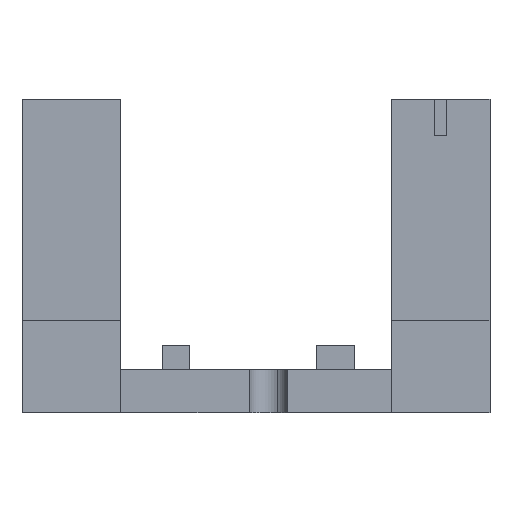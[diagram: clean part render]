
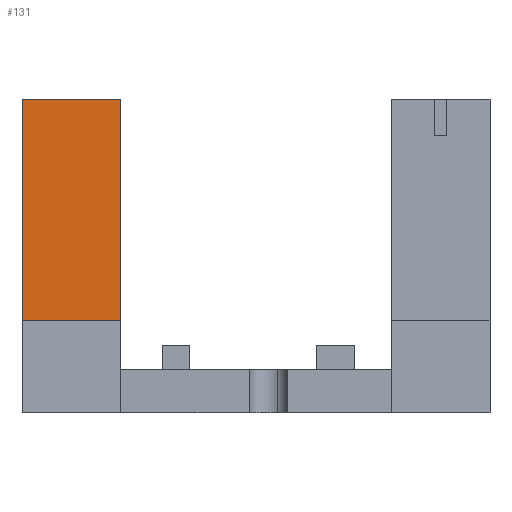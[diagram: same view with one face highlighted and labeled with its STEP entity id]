
A CAD part, front view. The second image highlights one B-rep face of the part: STEP entity #131.
In plain terms, the highlighted planar face has unit normal (0, -1, 0).
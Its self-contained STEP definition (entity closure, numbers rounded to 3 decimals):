
#131=ADVANCED_FACE('',(#300),#2749,.T.);
#300=FACE_OUTER_BOUND('',#477,.T.);
#477=EDGE_LOOP('',(#967,#968,#969,#970));
#967=ORIENTED_EDGE('',*,*,#1640,.T.);
#968=ORIENTED_EDGE('',*,*,#1643,.T.);
#969=ORIENTED_EDGE('',*,*,#1631,.F.);
#970=ORIENTED_EDGE('',*,*,#1664,.F.);
#1631=EDGE_CURVE('',#2509,#2511,#2225,.T.);
#1640=EDGE_CURVE('',#2516,#2517,#2234,.T.);
#1643=EDGE_CURVE('',#2517,#2511,#2237,.T.);
#1664=EDGE_CURVE('',#2516,#2509,#2252,.T.);
#2225=B_SPLINE_CURVE_WITH_KNOTS('',1,(#4321,#4322),.UNSPECIFIED.,.F.,.F.,
(2,2),(8.,16.),.UNSPECIFIED.);
#2234=B_SPLINE_CURVE_WITH_KNOTS('',1,(#4339,#4340),.UNSPECIFIED.,.F.,.F.,
(2,2),(0.,8.),.UNSPECIFIED.);
#2237=B_SPLINE_CURVE_WITH_KNOTS('',1,(#4345,#4346),.UNSPECIFIED.,.F.,.F.,
(2,2),(8.,26.),.UNSPECIFIED.);
#2252=B_SPLINE_CURVE_WITH_KNOTS('',1,(#4391,#4392),.UNSPECIFIED.,.F.,.F.,
(2,2),(0.,18.),.UNSPECIFIED.);
#2509=VERTEX_POINT('',#3775);
#2511=VERTEX_POINT('',#3777);
#2516=VERTEX_POINT('',#3782);
#2517=VERTEX_POINT('',#3783);
#2749=PLANE('',#2968);
#2968=AXIS2_PLACEMENT_3D('',#3534,#3213,$);
#3213=DIRECTION('',(0.,-1.,0.));
#3534=CARTESIAN_POINT('',(-12.02,-20.5,25.5));
#3775=CARTESIAN_POINT('',(-12.02,-20.5,7.5));
#3777=CARTESIAN_POINT('',(-20.02,-20.5,7.5));
#3782=CARTESIAN_POINT('',(-12.02,-20.5,25.5));
#3783=CARTESIAN_POINT('',(-20.02,-20.5,25.5));
#4321=CARTESIAN_POINT('',(-12.02,-20.5,7.5));
#4322=CARTESIAN_POINT('',(-20.02,-20.5,7.5));
#4339=CARTESIAN_POINT('',(-12.02,-20.5,25.5));
#4340=CARTESIAN_POINT('',(-20.02,-20.5,25.5));
#4345=CARTESIAN_POINT('',(-20.02,-20.5,25.5));
#4346=CARTESIAN_POINT('',(-20.02,-20.5,7.5));
#4391=CARTESIAN_POINT('',(-12.02,-20.5,25.5));
#4392=CARTESIAN_POINT('',(-12.02,-20.5,7.5));
